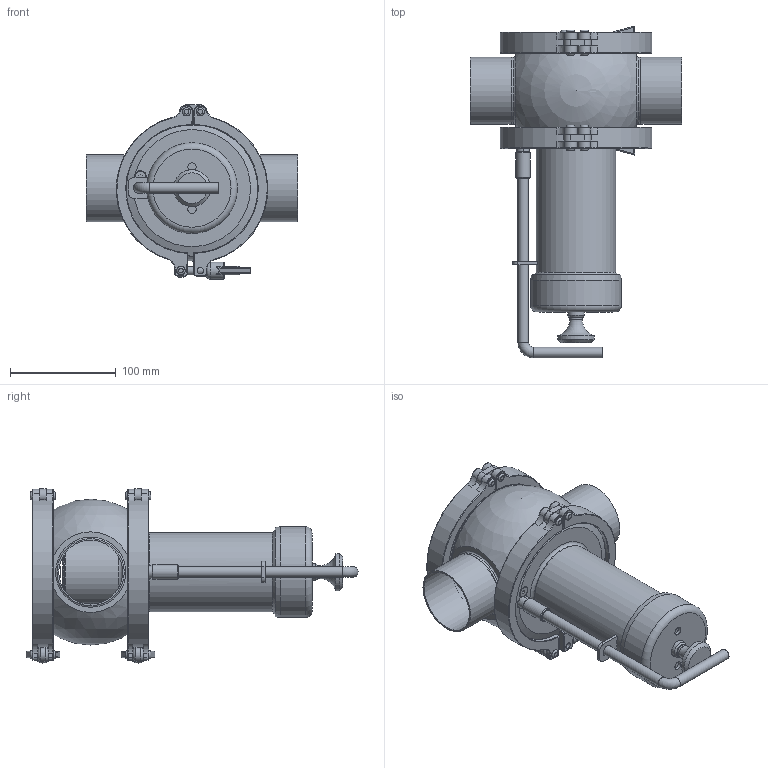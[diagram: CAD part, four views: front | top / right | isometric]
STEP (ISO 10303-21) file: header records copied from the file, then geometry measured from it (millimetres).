
FILE_DESCRIPTION(/* description */ (''),/* implementation_level */ '2;1');
FILE_NAME(/* name */ 'E0117802_Customer.stp',/* time_stamp */ '2025-04-17T10:38:28+02:00',/* author */ ('AvD'),/* organization */ (''),/* preprocessor_version */ 'ST-DEVELOPER v18.1',/* originating_system */ 'Autodesk Inventor 2021',/* authorisation */ '');
FILE_SCHEMA (('CONFIG_CONTROL_DESIGN'));
Length unit declared in the file: millimetre
Products named in the file (1): Part1
Bounding box: 200 x 314.3 x 164.91 mm (x, y, z)
Volume: 1128889.6 mm3; surface area: 374239.4 mm2
Topology: 3 solids, 17 shells, 709 faces, 1830 edges, 1145 vertices
Faces by surface type: cylinder 265, plane 198, torus 153, cone 53, bspline 34, sphere 6
Full cylindrical faces by diameter (mm): 0.1 x4, 2 x1, 4.134 x1, 4.917 x1, 5 x1, 6 x8, 6.1 x14, 8 x18, 10 x2, 10.1 x1, 11 x1, 12 x1, 13.7 x2, 14 x1, 16 x4, 16.2 x2, 20 x1, 33 x1, 35 x1, 60.5 x2, 63 x1, 63.5 x4, 65.4 x2, 70 x2, 73 x1, 74.4 x2, 74.6 x2, 75 x1, 80 x2, 80.5 x1
Entity records: 24188 total; most frequent: CARTESIAN_POINT 6587, DIRECTION 3881, ORIENTED_EDGE 3638, EDGE_CURVE 1819, AXIS2_PLACEMENT_3D 1652, VERTEX_POINT 1145, CIRCLE 948, EDGE_LOOP 798
